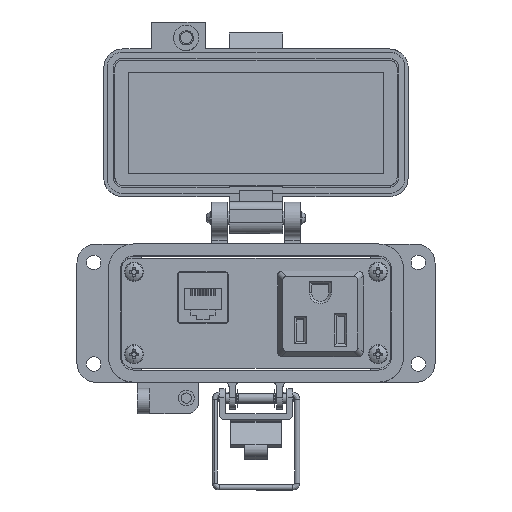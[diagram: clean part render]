
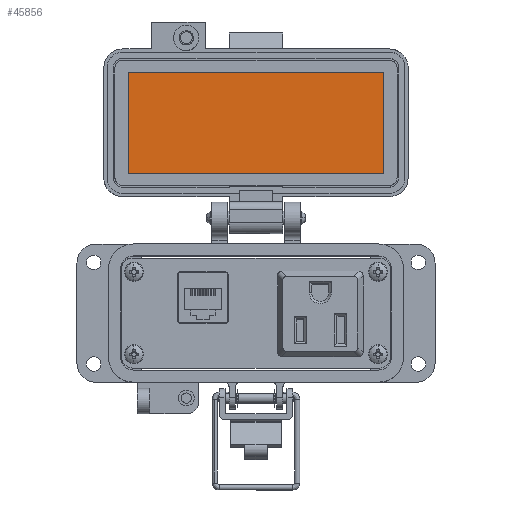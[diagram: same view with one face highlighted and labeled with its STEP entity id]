
A CAD part, top view. The second image highlights one B-rep face of the part: STEP entity #45856.
In plain terms, the highlighted planar face has unit normal (0, 0, 1).
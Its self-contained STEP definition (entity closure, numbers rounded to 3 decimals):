
#3423 = LINE ( 'NONE', #25950, #36922 ) ;
#6134 = CARTESIAN_POINT ( 'NONE',  ( 40.25, 51.154, -25.55 ) ) ;
#7348 = CARTESIAN_POINT ( 'NONE',  ( -40.25, 51.154, -25.55 ) ) ;
#8034 = VERTEX_POINT ( 'NONE', #7348 ) ;
#8052 = AXIS2_PLACEMENT_3D ( 'NONE', #46449, #21275, #50701 ) ;
#9356 = CARTESIAN_POINT ( 'NONE',  ( 40.25, 67.154, -25.55 ) ) ;
#9633 = ORIENTED_EDGE ( 'NONE', *, *, #43579, .F. ) ;
#9681 = EDGE_CURVE ( 'NONE', #8034, #33884, #43934, .T. ) ;
#10355 = DIRECTION ( 'NONE',  ( -1., 0., 0. ) ) ;
#14716 = CARTESIAN_POINT ( 'NONE',  ( -40.25, 67.154, -25.55 ) ) ;
#14992 = ORIENTED_EDGE ( 'NONE', *, *, #9681, .F. ) ;
#16416 = FACE_OUTER_BOUND ( 'NONE', #30316, .T. ) ;
#18633 = CARTESIAN_POINT ( 'NONE',  ( 42., 51.154, -25.55 ) ) ;
#18918 = DIRECTION ( 'NONE',  ( 0., 1., 0. ) ) ;
#19098 = ORIENTED_EDGE ( 'NONE', *, *, #32090, .F. ) ;
#19795 = VERTEX_POINT ( 'NONE', #6134 ) ;
#20578 = CARTESIAN_POINT ( 'NONE',  ( 40.25, 83.154, -25.55 ) ) ;
#21275 = DIRECTION ( 'NONE',  ( 0., 0., 1. ) ) ;
#21920 = EDGE_CURVE ( 'NONE', #33884, #23780, #3423, .T. ) ;
#22749 = LINE ( 'NONE', #18633, #43806 ) ;
#23780 = VERTEX_POINT ( 'NONE', #20578 ) ;
#25325 = PLANE ( 'NONE',  #8052 ) ;
#25950 = CARTESIAN_POINT ( 'NONE',  ( -8.5, 83.154, -25.55 ) ) ;
#28292 = VECTOR ( 'NONE', #38752, 1000. ) ;
#28618 = CARTESIAN_POINT ( 'NONE',  ( -40.25, 83.154, -25.55 ) ) ;
#30316 = EDGE_LOOP ( 'NONE', ( #48867, #14992, #9633, #19098 ) ) ;
#32090 = EDGE_CURVE ( 'NONE', #23780, #19795, #50690, .T. ) ;
#32782 = VECTOR ( 'NONE', #18918, 1000. ) ;
#33884 = VERTEX_POINT ( 'NONE', #28618 ) ;
#36922 = VECTOR ( 'NONE', #38615, 1000. ) ;
#38615 = DIRECTION ( 'NONE',  ( 1., 0., 0. ) ) ;
#38752 = DIRECTION ( 'NONE',  ( 0., -1., 0. ) ) ;
#43579 = EDGE_CURVE ( 'NONE', #19795, #8034, #22749, .T. ) ;
#43806 = VECTOR ( 'NONE', #10355, 1000. ) ;
#43934 = LINE ( 'NONE', #14716, #32782 ) ;
#45856 = ADVANCED_FACE ( 'NONE', ( #16416 ), #25325, .T. ) ;
#46449 = CARTESIAN_POINT ( 'NONE',  ( -8.5, 67.154, -25.55 ) ) ;
#48867 = ORIENTED_EDGE ( 'NONE', *, *, #21920, .F. ) ;
#50690 = LINE ( 'NONE', #9356, #28292 ) ;
#50701 = DIRECTION ( 'NONE',  ( 0., -1., 0. ) ) ;
